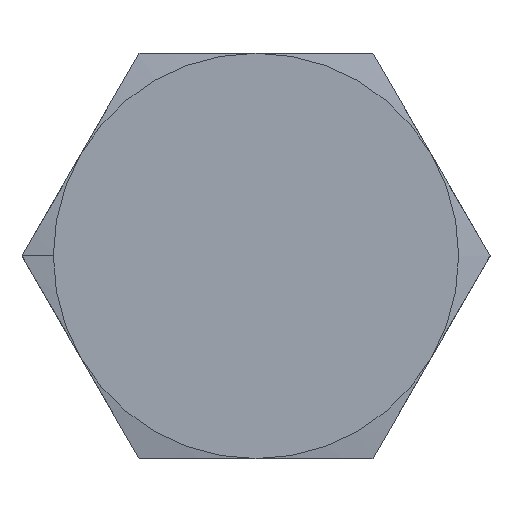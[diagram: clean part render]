
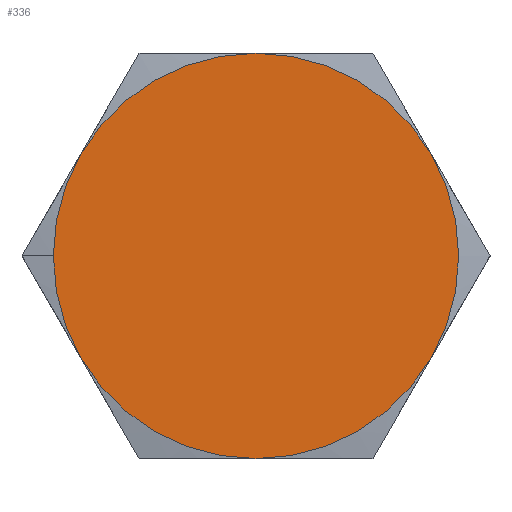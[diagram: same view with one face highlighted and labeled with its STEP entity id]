
A CAD part, top view. The second image highlights one B-rep face of the part: STEP entity #336.
In plain terms, the highlighted planar face has unit normal (0, 0, 1).
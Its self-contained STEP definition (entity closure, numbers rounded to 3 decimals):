
#7 = VERTEX_POINT ( 'NONE', #886 ) ;
#21 = VERTEX_POINT ( 'NONE', #888 ) ;
#35 = VERTEX_POINT ( 'NONE', #352 ) ;
#63 = VERTEX_POINT ( 'NONE', #377 ) ;
#84 = EDGE_CURVE ( 'NONE', #86, #85, #389, .T. ) ;
#85 = VERTEX_POINT ( 'NONE', #390 ) ;
#86 = VERTEX_POINT ( 'NONE', #379 ) ;
#251 = VERTEX_POINT ( 'NONE', #661 ) ;
#255 = EDGE_CURVE ( 'NONE', #85, #63, #638, .T. ) ;
#267 = EDGE_CURVE ( 'NONE', #251, #7, #646, .T. ) ;
#269 = EDGE_CURVE ( 'NONE', #21, #86, #675, .T. ) ;
#291 = EDGE_CURVE ( 'NONE', #7, #21, #749, .T. ) ;
#293 = EDGE_CURVE ( 'NONE', #251, #35, #680, .T. ) ;
#324 = EDGE_LOOP ( 'NONE', ( #346, #347, #327, #325, #326, #344, #345 ) ) ;
#325 = ORIENTED_EDGE ( 'NONE', *, *, #269, .F. ) ;
#326 = ORIENTED_EDGE ( 'NONE', *, *, #291, .F. ) ;
#327 = ORIENTED_EDGE ( 'NONE', *, *, #84, .F. ) ;
#336 = ADVANCED_FACE ( 'NONE', ( #815 ), #810, .F. ) ;
#341 = EDGE_CURVE ( 'NONE', #63, #35, #777, .T. ) ;
#344 = ORIENTED_EDGE ( 'NONE', *, *, #267, .F. ) ;
#345 = ORIENTED_EDGE ( 'NONE', *, *, #293, .T. ) ;
#346 = ORIENTED_EDGE ( 'NONE', *, *, #341, .F. ) ;
#347 = ORIENTED_EDGE ( 'NONE', *, *, #255, .F. ) ;
#352 = CARTESIAN_POINT ( 'NONE',  ( 0., 23., 16. ) ) ;
#371 = CARTESIAN_POINT ( 'NONE',  ( 0., 0., 16. ) ) ;
#374 = DIRECTION ( 'NONE',  ( -1., 0., 0. ) ) ;
#375 = DIRECTION ( 'NONE',  ( 0., 0., -1. ) ) ;
#376 = AXIS2_PLACEMENT_3D ( 'NONE', #371, #375, #374 ) ;
#377 = CARTESIAN_POINT ( 'NONE',  ( -19.919, 11.5, 16. ) ) ;
#379 = CARTESIAN_POINT ( 'NONE',  ( -19.919, -11.5, 16. ) ) ;
#389 = CIRCLE ( 'NONE', #376, 23. ) ;
#390 = CARTESIAN_POINT ( 'NONE',  ( -23., 0., 16. ) ) ;
#627 = DIRECTION ( 'NONE',  ( 1., 0., 0. ) ) ;
#628 = DIRECTION ( 'NONE',  ( 0., 0., 1. ) ) ;
#629 = CARTESIAN_POINT ( 'NONE',  ( 0., 0., 16. ) ) ;
#630 = AXIS2_PLACEMENT_3D ( 'NONE', #629, #628, #627 ) ;
#638 = CIRCLE ( 'NONE', #645, 23. ) ;
#642 = DIRECTION ( 'NONE',  ( -1., 0., 0. ) ) ;
#643 = DIRECTION ( 'NONE',  ( 0., 0., -1. ) ) ;
#644 = CARTESIAN_POINT ( 'NONE',  ( 0., 0., 16. ) ) ;
#645 = AXIS2_PLACEMENT_3D ( 'NONE', #644, #643, #642 ) ;
#646 = CIRCLE ( 'NONE', #758, 23. ) ;
#647 = CARTESIAN_POINT ( 'NONE',  ( 0., 0., 16. ) ) ;
#661 = CARTESIAN_POINT ( 'NONE',  ( 19.919, 11.5, 16. ) ) ;
#672 = DIRECTION ( 'NONE',  ( -1., 0., 0. ) ) ;
#673 = DIRECTION ( 'NONE',  ( 0., 0., -1. ) ) ;
#674 = AXIS2_PLACEMENT_3D ( 'NONE', #647, #673, #672 ) ;
#675 = CIRCLE ( 'NONE', #674, 23. ) ;
#680 = CIRCLE ( 'NONE', #630, 23. ) ;
#682 = DIRECTION ( 'NONE',  ( -1., 0., 0. ) ) ;
#683 = DIRECTION ( 'NONE',  ( 0., 0., -1. ) ) ;
#747 = CARTESIAN_POINT ( 'NONE',  ( 0., 0., 16. ) ) ;
#748 = AXIS2_PLACEMENT_3D ( 'NONE', #747, #683, #682 ) ;
#749 = CIRCLE ( 'NONE', #748, 23. ) ;
#755 = DIRECTION ( 'NONE',  ( -1., 0., 0. ) ) ;
#756 = DIRECTION ( 'NONE',  ( 0., 0., -1. ) ) ;
#757 = CARTESIAN_POINT ( 'NONE',  ( 0., 0., 16. ) ) ;
#758 = AXIS2_PLACEMENT_3D ( 'NONE', #757, #756, #755 ) ;
#773 = DIRECTION ( 'NONE',  ( -1., 0., 0. ) ) ;
#774 = DIRECTION ( 'NONE',  ( 0., 0., -1. ) ) ;
#775 = AXIS2_PLACEMENT_3D ( 'NONE', #808, #774, #773 ) ;
#776 = CARTESIAN_POINT ( 'NONE',  ( 0., 0., 16. ) ) ;
#777 = CIRCLE ( 'NONE', #782, 23. ) ;
#780 = DIRECTION ( 'NONE',  ( -1., 0., 0. ) ) ;
#781 = DIRECTION ( 'NONE',  ( 0., 0., -1. ) ) ;
#782 = AXIS2_PLACEMENT_3D ( 'NONE', #776, #781, #780 ) ;
#808 = CARTESIAN_POINT ( 'NONE',  ( 0., 26.558, 16. ) ) ;
#810 = PLANE ( 'NONE',  #775 ) ;
#815 = FACE_OUTER_BOUND ( 'NONE', #324, .T. ) ;
#886 = CARTESIAN_POINT ( 'NONE',  ( 19.919, -11.5, 16. ) ) ;
#888 = CARTESIAN_POINT ( 'NONE',  ( 0., -23., 16. ) ) ;
